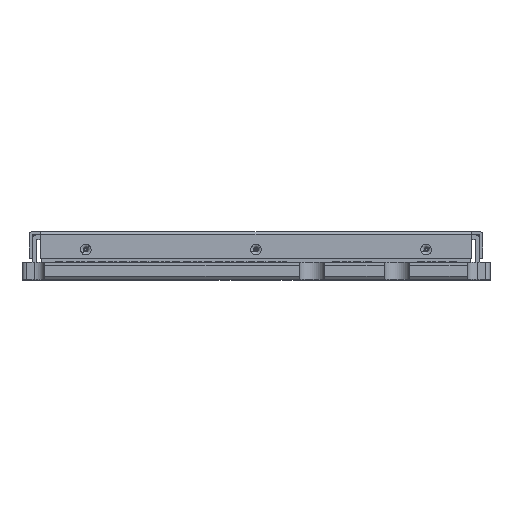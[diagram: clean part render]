
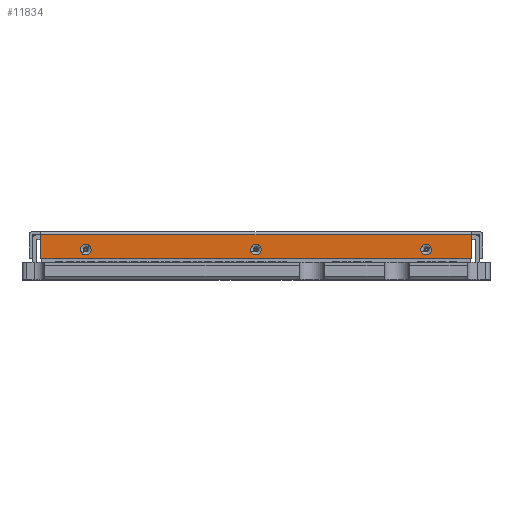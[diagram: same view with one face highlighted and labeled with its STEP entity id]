
A CAD part, top view. The second image highlights one B-rep face of the part: STEP entity #11834.
In plain terms, the highlighted planar face has unit normal (0, 0, 1).
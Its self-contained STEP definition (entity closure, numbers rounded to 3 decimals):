
#210 = CARTESIAN_POINT ( 'NONE',  ( 0.223, 0.714, -4.54 ) ) ;
#294 = AXIS2_PLACEMENT_3D ( 'NONE', #5348, #2313, #810 ) ;
#304 = DIRECTION ( 'NONE',  ( 1., 0., 0. ) ) ;
#380 = AXIS2_PLACEMENT_3D ( 'NONE', #19196, #1081, #8754 ) ;
#436 = DIRECTION ( 'NONE',  ( 0., 0., -1. ) ) ;
#682 = CARTESIAN_POINT ( 'NONE',  ( -10.11, 0.2, -4.54 ) ) ;
#692 = DIRECTION ( 'NONE',  ( 1., 0., 0. ) ) ;
#810 = DIRECTION ( 'NONE',  ( 1., 0., 0. ) ) ;
#1081 = DIRECTION ( 'NONE',  ( 0., 0., -1. ) ) ;
#1212 = VECTOR ( 'NONE', #6498, 1000. ) ;
#1236 = VERTEX_POINT ( 'NONE', #210 ) ;
#1267 = EDGE_LOOP ( 'NONE', ( #8694, #3749, #18166, #19517 ) ) ;
#1527 = CARTESIAN_POINT ( 'NONE',  ( -10.11, 1.3, -4.54 ) ) ;
#1744 = VERTEX_POINT ( 'NONE', #16707 ) ;
#1775 = VERTEX_POINT ( 'NONE', #15331 ) ;
#1830 = DIRECTION ( 'NONE',  ( 1., 0., 0. ) ) ;
#1895 = CARTESIAN_POINT ( 'NONE',  ( -10.11, 0.2, -4.54 ) ) ;
#2018 = ORIENTED_EDGE ( 'NONE', *, *, #7191, .T. ) ;
#2216 = VECTOR ( 'NONE', #19095, 1000. ) ;
#2313 = DIRECTION ( 'NONE',  ( 0., 0., -1. ) ) ;
#2411 = DIRECTION ( 'NONE',  ( 0., 0., -1. ) ) ;
#3238 = AXIS2_PLACEMENT_3D ( 'NONE', #5884, #13558, #10480 ) ;
#3325 = CARTESIAN_POINT ( 'NONE',  ( -10.11, 1.3, -4.54 ) ) ;
#3366 = VERTEX_POINT ( 'NONE', #15034 ) ;
#3747 = EDGE_CURVE ( 'NONE', #3366, #17930, #16076, .T. ) ;
#3749 = ORIENTED_EDGE ( 'NONE', *, *, #16496, .F. ) ;
#3914 = CIRCLE ( 'NONE', #18637, 0.25 ) ;
#4161 = CARTESIAN_POINT ( 'NONE',  ( 10.11, 1.3, -4.54 ) ) ;
#4191 = CIRCLE ( 'NONE', #3238, 0.25 ) ;
#4796 = ORIENTED_EDGE ( 'NONE', *, *, #8741, .T. ) ;
#5348 = CARTESIAN_POINT ( 'NONE',  ( 8., 0.6, -4.54 ) ) ;
#5457 = EDGE_CURVE ( 'NONE', #17930, #3366, #3914, .T. ) ;
#5491 = CARTESIAN_POINT ( 'NONE',  ( 0., 0.6, -4.54 ) ) ;
#5573 = CARTESIAN_POINT ( 'NONE',  ( 10.11, 0.2, -4.54 ) ) ;
#5663 = DIRECTION ( 'NONE',  ( 0., 0., 1. ) ) ;
#5732 = CARTESIAN_POINT ( 'NONE',  ( -10.11, 0.2, -4.54 ) ) ;
#5884 = CARTESIAN_POINT ( 'NONE',  ( -8., 0.6, -4.54 ) ) ;
#6005 = LINE ( 'NONE', #5732, #1212 ) ;
#6244 = LINE ( 'NONE', #3325, #14971 ) ;
#6447 = CARTESIAN_POINT ( 'NONE',  ( 10.11, 1.3, -4.54 ) ) ;
#6498 = DIRECTION ( 'NONE',  ( 0., 1., 0. ) ) ;
#6845 = FACE_OUTER_BOUND ( 'NONE', #1267, .T. ) ;
#7053 = EDGE_LOOP ( 'NONE', ( #16493, #2018 ) ) ;
#7191 = EDGE_CURVE ( 'NONE', #1775, #1744, #12123, .T. ) ;
#7468 = EDGE_CURVE ( 'NONE', #9853, #13077, #13749, .T. ) ;
#7596 = EDGE_CURVE ( 'NONE', #1236, #18734, #16801, .T. ) ;
#8337 = PLANE ( 'NONE',  #18358 ) ;
#8489 = VERTEX_POINT ( 'NONE', #1527 ) ;
#8596 = ORIENTED_EDGE ( 'NONE', *, *, #3747, .T. ) ;
#8694 = ORIENTED_EDGE ( 'NONE', *, *, #7468, .T. ) ;
#8741 = EDGE_CURVE ( 'NONE', #18734, #1236, #15241, .T. ) ;
#8754 = DIRECTION ( 'NONE',  ( -1., 0., 0. ) ) ;
#9843 = DIRECTION ( 'NONE',  ( 0., 0., -1. ) ) ;
#9853 = VERTEX_POINT ( 'NONE', #682 ) ;
#10480 = DIRECTION ( 'NONE',  ( -1., 0., 0. ) ) ;
#11176 = VECTOR ( 'NONE', #1830, 1000. ) ;
#11700 = DIRECTION ( 'NONE',  ( 1., 0., 0. ) ) ;
#11834 = ADVANCED_FACE ( 'NONE', ( #6845, #15076, #14385, #18595 ), #8337, .T. ) ;
#12123 = CIRCLE ( 'NONE', #380, 0.25 ) ;
#13054 = CARTESIAN_POINT ( 'NONE',  ( 0., 0.6, -4.54 ) ) ;
#13077 = VERTEX_POINT ( 'NONE', #5573 ) ;
#13558 = DIRECTION ( 'NONE',  ( 0., 0., -1. ) ) ;
#13590 = LINE ( 'NONE', #4161, #2216 ) ;
#13749 = LINE ( 'NONE', #1895, #11176 ) ;
#13864 = CARTESIAN_POINT ( 'NONE',  ( -0.223, 0.486, -4.54 ) ) ;
#14028 = DIRECTION ( 'NONE',  ( 1., 0., 0. ) ) ;
#14349 = EDGE_LOOP ( 'NONE', ( #15883, #8596 ) ) ;
#14385 = FACE_BOUND ( 'NONE', #14349, .T. ) ;
#14601 = ORIENTED_EDGE ( 'NONE', *, *, #7596, .T. ) ;
#14971 = VECTOR ( 'NONE', #14028, 1000. ) ;
#15010 = EDGE_CURVE ( 'NONE', #1744, #1775, #4191, .T. ) ;
#15034 = CARTESIAN_POINT ( 'NONE',  ( 8.223, 0.714, -4.54 ) ) ;
#15076 = FACE_BOUND ( 'NONE', #7053, .T. ) ;
#15241 = CIRCLE ( 'NONE', #19433, 0.25 ) ;
#15331 = CARTESIAN_POINT ( 'NONE',  ( -7.824, 0.777, -4.54 ) ) ;
#15883 = ORIENTED_EDGE ( 'NONE', *, *, #5457, .T. ) ;
#16076 = CIRCLE ( 'NONE', #294, 0.25 ) ;
#16106 = EDGE_LOOP ( 'NONE', ( #4796, #14601 ) ) ;
#16493 = ORIENTED_EDGE ( 'NONE', *, *, #15010, .T. ) ;
#16496 = EDGE_CURVE ( 'NONE', #17891, #13077, #13590, .T. ) ;
#16549 = CARTESIAN_POINT ( 'NONE',  ( -10.71, 0.2, -4.54 ) ) ;
#16707 = CARTESIAN_POINT ( 'NONE',  ( -8.176, 0.423, -4.54 ) ) ;
#16801 = CIRCLE ( 'NONE', #18297, 0.25 ) ;
#17007 = EDGE_CURVE ( 'NONE', #9853, #8489, #6005, .T. ) ;
#17048 = CARTESIAN_POINT ( 'NONE',  ( 7.777, 0.486, -4.54 ) ) ;
#17075 = CARTESIAN_POINT ( 'NONE',  ( 8., 0.6, -4.54 ) ) ;
#17249 = DIRECTION ( 'NONE',  ( 0., 1., 0. ) ) ;
#17891 = VERTEX_POINT ( 'NONE', #6447 ) ;
#17912 = EDGE_CURVE ( 'NONE', #8489, #17891, #6244, .T. ) ;
#17930 = VERTEX_POINT ( 'NONE', #17048 ) ;
#18166 = ORIENTED_EDGE ( 'NONE', *, *, #17912, .F. ) ;
#18297 = AXIS2_PLACEMENT_3D ( 'NONE', #13054, #2411, #11700 ) ;
#18358 = AXIS2_PLACEMENT_3D ( 'NONE', #16549, #5663, #17249 ) ;
#18595 = FACE_BOUND ( 'NONE', #16106, .T. ) ;
#18637 = AXIS2_PLACEMENT_3D ( 'NONE', #17075, #436, #304 ) ;
#18734 = VERTEX_POINT ( 'NONE', #13864 ) ;
#19095 = DIRECTION ( 'NONE',  ( 0., -1., 0. ) ) ;
#19196 = CARTESIAN_POINT ( 'NONE',  ( -8., 0.6, -4.54 ) ) ;
#19433 = AXIS2_PLACEMENT_3D ( 'NONE', #5491, #9843, #692 ) ;
#19517 = ORIENTED_EDGE ( 'NONE', *, *, #17007, .F. ) ;
